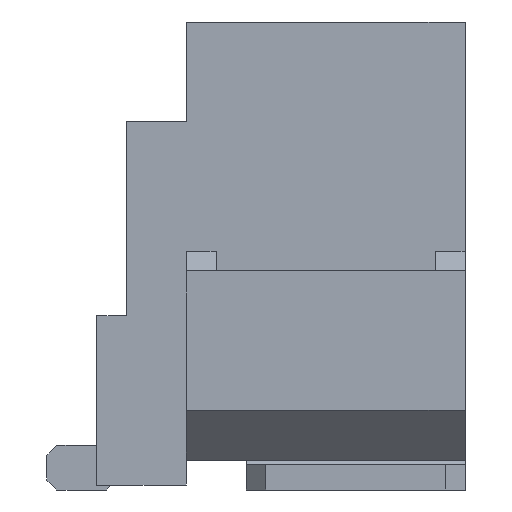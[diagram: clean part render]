
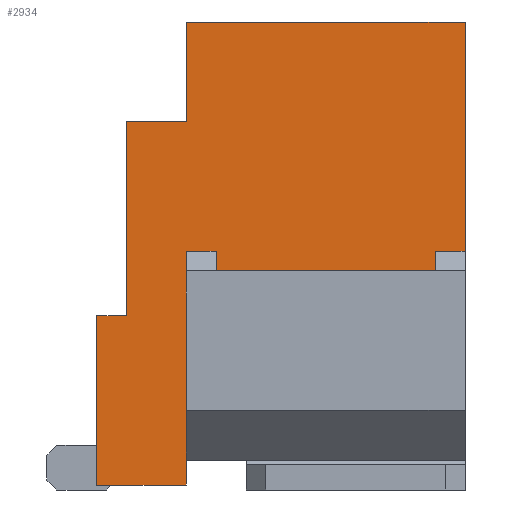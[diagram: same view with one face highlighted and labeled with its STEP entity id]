
A CAD part, left-side view. The second image highlights one B-rep face of the part: STEP entity #2934.
In plain terms, the highlighted planar face has unit normal (-1, 0, 0).
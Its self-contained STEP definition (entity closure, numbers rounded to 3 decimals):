
#27 = LINE ( 'NONE', #11943, #6540 ) ;
#159 = LINE ( 'NONE', #10751, #3650 ) ;
#216 = LINE ( 'NONE', #798, #10600 ) ;
#361 = VERTEX_POINT ( 'NONE', #15287 ) ;
#395 = EDGE_CURVE ( 'NONE', #11529, #12157, #8282, .T. ) ;
#508 = EDGE_CURVE ( 'NONE', #4052, #11529, #4591, .T. ) ;
#745 = CARTESIAN_POINT ( 'NONE',  ( -6.5, 1.4, 1.7 ) ) ;
#798 = CARTESIAN_POINT ( 'NONE',  ( -6.5, 2.6, 4.7 ) ) ;
#913 = CARTESIAN_POINT ( 'NONE',  ( -6.5, 1.7, 2.4 ) ) ;
#968 = DIRECTION ( 'NONE',  ( 0., -1., 0. ) ) ;
#1086 = LINE ( 'NONE', #15683, #14528 ) ;
#1116 = LINE ( 'NONE', #15886, #3775 ) ;
#1671 = DIRECTION ( 'NONE',  ( 0., 0., -1. ) ) ;
#1689 = VERTEX_POINT ( 'NONE', #13952 ) ;
#1900 = CARTESIAN_POINT ( 'NONE',  ( -6.5, 1.4, 2.4 ) ) ;
#1948 = EDGE_CURVE ( 'NONE', #3556, #5667, #5930, .T. ) ;
#2044 = VECTOR ( 'NONE', #13271, 1000. ) ;
#2188 = ORIENTED_EDGE ( 'NONE', *, *, #6542, .F. ) ;
#2198 = LINE ( 'NONE', #16715, #16056 ) ;
#2778 = ORIENTED_EDGE ( 'NONE', *, *, #9087, .F. ) ;
#2934 = ADVANCED_FACE ( 'NONE', ( #12392 ), #9206, .F. ) ;
#3348 = CARTESIAN_POINT ( 'NONE',  ( -6.5, -0.8, 1.7 ) ) ;
#3349 = VECTOR ( 'NONE', #11988, 1000. ) ;
#3556 = VERTEX_POINT ( 'NONE', #7468 ) ;
#3650 = VECTOR ( 'NONE', #1671, 1000. ) ;
#3764 = EDGE_CURVE ( 'NONE', #16836, #10519, #1086, .T. ) ;
#3775 = VECTOR ( 'NONE', #13257, 1000. ) ;
#3965 = ORIENTED_EDGE ( 'NONE', *, *, #6762, .T. ) ;
#4052 = VERTEX_POINT ( 'NONE', #16224 ) ;
#4375 = DIRECTION ( 'NONE',  ( 0., 0., 1. ) ) ;
#4382 = ORIENTED_EDGE ( 'NONE', *, *, #9697, .T. ) ;
#4424 = CARTESIAN_POINT ( 'NONE',  ( -6.5, 1.4, 1.7 ) ) ;
#4444 = CARTESIAN_POINT ( 'NONE',  ( -6.5, 1.7, 4.7 ) ) ;
#4591 = LINE ( 'NONE', #913, #11524 ) ;
#4625 = VECTOR ( 'NONE', #7749, 1000. ) ;
#4845 = LINE ( 'NONE', #6216, #11779 ) ;
#5050 = CARTESIAN_POINT ( 'NONE',  ( -6.5, 2.6, 0.05 ) ) ;
#5374 = VERTEX_POINT ( 'NONE', #15583 ) ;
#5667 = VERTEX_POINT ( 'NONE', #12272 ) ;
#5778 = EDGE_CURVE ( 'NONE', #12157, #10475, #13678, .T. ) ;
#5780 = EDGE_CURVE ( 'NONE', #13786, #6985, #216, .T. ) ;
#5930 = LINE ( 'NONE', #6633, #12467 ) ;
#6155 = CARTESIAN_POINT ( 'NONE',  ( -6.5, 1.7, 3.7 ) ) ;
#6216 = CARTESIAN_POINT ( 'NONE',  ( -6.5, -1.1, 4.7 ) ) ;
#6540 = VECTOR ( 'NONE', #9427, 1000. ) ;
#6542 = EDGE_CURVE ( 'NONE', #16836, #10475, #159, .T. ) ;
#6598 = DIRECTION ( 'NONE',  ( 0., 1., 0. ) ) ;
#6633 = CARTESIAN_POINT ( 'NONE',  ( -6.5, 2.3, 1.75 ) ) ;
#6762 = EDGE_CURVE ( 'NONE', #10519, #361, #4845, .T. ) ;
#6861 = EDGE_CURVE ( 'NONE', #3556, #6985, #12795, .T. ) ;
#6934 = EDGE_CURVE ( 'NONE', #5374, #13786, #9120, .T. ) ;
#6985 = VERTEX_POINT ( 'NONE', #15836 ) ;
#7111 = DIRECTION ( 'NONE',  ( 0., 0., -1. ) ) ;
#7468 = CARTESIAN_POINT ( 'NONE',  ( -6.5, 2.3, 1.75 ) ) ;
#7581 = EDGE_CURVE ( 'NONE', #11497, #361, #1116, .T. ) ;
#7585 = EDGE_LOOP ( 'NONE', ( #9078, #15431, #12075, #2188, #12438, #3965, #13225, #2778, #11937, #10789, #9918, #12100, #11811, #4382, #10923 ) ) ;
#7595 = DIRECTION ( 'NONE',  ( 0., -1., 0. ) ) ;
#7749 = DIRECTION ( 'NONE',  ( 0., 1., 0. ) ) ;
#7923 = CARTESIAN_POINT ( 'NONE',  ( -6.5, 2.6, 0.05 ) ) ;
#8282 = LINE ( 'NONE', #13329, #15222 ) ;
#8595 = CARTESIAN_POINT ( 'NONE',  ( -6.5, -1.1, 2.4 ) ) ;
#8799 = DIRECTION ( 'NONE',  ( 0., 0., -1. ) ) ;
#8861 = DIRECTION ( 'NONE',  ( 1., 0., 0. ) ) ;
#9078 = ORIENTED_EDGE ( 'NONE', *, *, #508, .T. ) ;
#9087 = EDGE_CURVE ( 'NONE', #14530, #11497, #27, .T. ) ;
#9120 = LINE ( 'NONE', #7923, #15642 ) ;
#9206 = PLANE ( 'NONE',  #16700 ) ;
#9343 = CARTESIAN_POINT ( 'NONE',  ( -6.5, 1.7, 0.05 ) ) ;
#9427 = DIRECTION ( 'NONE',  ( 0., 0., 1. ) ) ;
#9541 = CARTESIAN_POINT ( 'NONE',  ( -6.5, 2.6, 4.7 ) ) ;
#9697 = EDGE_CURVE ( 'NONE', #5374, #1689, #16286, .T. ) ;
#9852 = LINE ( 'NONE', #10644, #3349 ) ;
#9918 = ORIENTED_EDGE ( 'NONE', *, *, #6861, .T. ) ;
#10199 = VECTOR ( 'NONE', #15114, 1000. ) ;
#10475 = VERTEX_POINT ( 'NONE', #3348 ) ;
#10519 = VERTEX_POINT ( 'NONE', #8595 ) ;
#10600 = VECTOR ( 'NONE', #11211, 1000. ) ;
#10644 = CARTESIAN_POINT ( 'NONE',  ( -6.5, 1.7, 0.3 ) ) ;
#10751 = CARTESIAN_POINT ( 'NONE',  ( -6.5, -0.8, 4.7 ) ) ;
#10789 = ORIENTED_EDGE ( 'NONE', *, *, #1948, .F. ) ;
#10923 = ORIENTED_EDGE ( 'NONE', *, *, #13982, .T. ) ;
#11211 = DIRECTION ( 'NONE',  ( 0., 0., 1. ) ) ;
#11338 = DIRECTION ( 'NONE',  ( 0., 0., 1. ) ) ;
#11497 = VERTEX_POINT ( 'NONE', #4444 ) ;
#11524 = VECTOR ( 'NONE', #968, 1000. ) ;
#11529 = VERTEX_POINT ( 'NONE', #1900 ) ;
#11779 = VECTOR ( 'NONE', #11338, 1000. ) ;
#11811 = ORIENTED_EDGE ( 'NONE', *, *, #6934, .F. ) ;
#11937 = ORIENTED_EDGE ( 'NONE', *, *, #12472, .F. ) ;
#11943 = CARTESIAN_POINT ( 'NONE',  ( -6.5, 1.7, 3.7 ) ) ;
#11988 = DIRECTION ( 'NONE',  ( 0., 0., 1. ) ) ;
#12075 = ORIENTED_EDGE ( 'NONE', *, *, #5778, .T. ) ;
#12100 = ORIENTED_EDGE ( 'NONE', *, *, #5780, .F. ) ;
#12157 = VERTEX_POINT ( 'NONE', #4424 ) ;
#12238 = CARTESIAN_POINT ( 'NONE',  ( -6.5, -0.8, 2.4 ) ) ;
#12272 = CARTESIAN_POINT ( 'NONE',  ( -6.5, 2.3, 3.7 ) ) ;
#12392 = FACE_OUTER_BOUND ( 'NONE', #7585, .T. ) ;
#12438 = ORIENTED_EDGE ( 'NONE', *, *, #3764, .T. ) ;
#12467 = VECTOR ( 'NONE', #4375, 1000. ) ;
#12472 = EDGE_CURVE ( 'NONE', #5667, #14530, #2198, .T. ) ;
#12795 = LINE ( 'NONE', #14247, #4625 ) ;
#13225 = ORIENTED_EDGE ( 'NONE', *, *, #7581, .F. ) ;
#13257 = DIRECTION ( 'NONE',  ( 0., -1., 0. ) ) ;
#13271 = DIRECTION ( 'NONE',  ( 0., 0., 1. ) ) ;
#13329 = CARTESIAN_POINT ( 'NONE',  ( -6.5, 1.4, 4.7 ) ) ;
#13678 = LINE ( 'NONE', #745, #10199 ) ;
#13786 = VERTEX_POINT ( 'NONE', #5050 ) ;
#13952 = CARTESIAN_POINT ( 'NONE',  ( -6.5, 1.7, 0.3 ) ) ;
#13982 = EDGE_CURVE ( 'NONE', #1689, #4052, #9852, .T. ) ;
#14247 = CARTESIAN_POINT ( 'NONE',  ( -6.5, 2.3, 1.75 ) ) ;
#14528 = VECTOR ( 'NONE', #16904, 1000. ) ;
#14530 = VERTEX_POINT ( 'NONE', #6155 ) ;
#15114 = DIRECTION ( 'NONE',  ( 0., -1., 0. ) ) ;
#15222 = VECTOR ( 'NONE', #7111, 1000. ) ;
#15287 = CARTESIAN_POINT ( 'NONE',  ( -6.5, -1.1, 4.7 ) ) ;
#15431 = ORIENTED_EDGE ( 'NONE', *, *, #395, .T. ) ;
#15583 = CARTESIAN_POINT ( 'NONE',  ( -6.5, 1.7, 0.05 ) ) ;
#15642 = VECTOR ( 'NONE', #6598, 1000. ) ;
#15683 = CARTESIAN_POINT ( 'NONE',  ( -6.5, 1.7, 2.4 ) ) ;
#15836 = CARTESIAN_POINT ( 'NONE',  ( -6.5, 2.6, 1.75 ) ) ;
#15886 = CARTESIAN_POINT ( 'NONE',  ( -6.5, 2.6, 4.7 ) ) ;
#16056 = VECTOR ( 'NONE', #7595, 1000. ) ;
#16224 = CARTESIAN_POINT ( 'NONE',  ( -6.5, 1.7, 2.4 ) ) ;
#16286 = LINE ( 'NONE', #9343, #2044 ) ;
#16700 = AXIS2_PLACEMENT_3D ( 'NONE', #9541, #8861, #8799 ) ;
#16715 = CARTESIAN_POINT ( 'NONE',  ( -6.5, 2.3, 3.7 ) ) ;
#16836 = VERTEX_POINT ( 'NONE', #12238 ) ;
#16904 = DIRECTION ( 'NONE',  ( 0., -1., 0. ) ) ;
